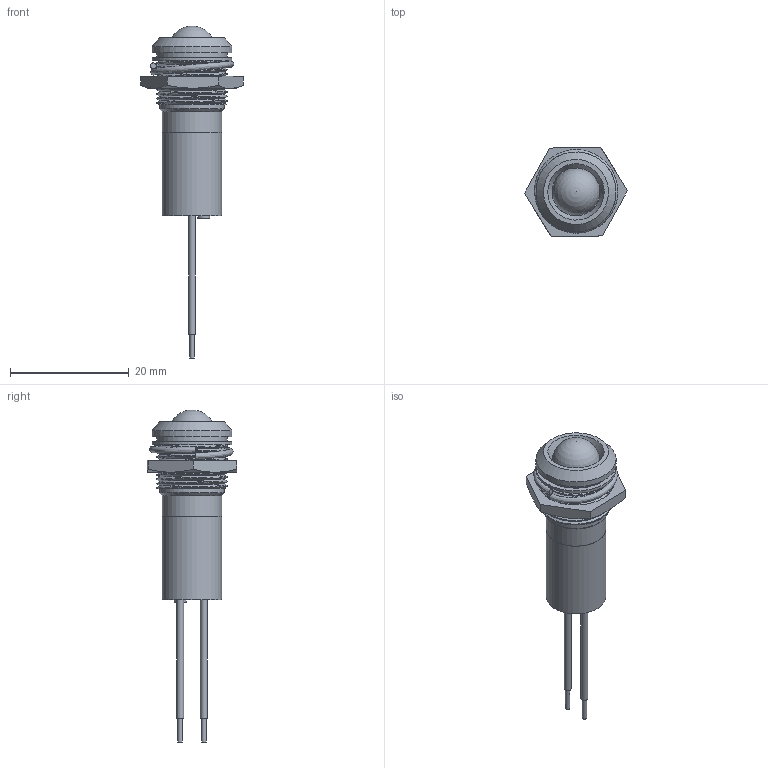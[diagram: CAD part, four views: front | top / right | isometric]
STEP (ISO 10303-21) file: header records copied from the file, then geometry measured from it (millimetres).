
FILE_DESCRIPTION( ( 'Unknown' ), '1' );
FILE_NAME( 'Q12P3CXXR12E.stp', 'Unknown', ( 'Unknown' ), ( 'Unknown' ), 'PSStep 15.0.49', 'Unknown', ' ' );
FILE_SCHEMA( ( 'AUTOMOTIVE_DESIGN { 1 0 10303 214 1 1 1 1 }' ) );
Length unit declared in the file: millimetre
Products named in the file (9): Assem1; 12mm dome bezel; 12mm lock washer; 12mm nut; wire-red short; wire-black-short; 8mmLED-cut-green; 12mm panel seal; 14-0333-0337iss1
Assembly tree (8 placements, depth 2):
  Assem1
    12mm dome bezel
    12mm lock washer
    12mm nut
    wire-red short
    wire-black-short
    8mmLED-cut-green
    12mm panel seal
    14-0333-0337iss1
Bounding box: 17.32 x 15.18 x 56 mm (x, y, z)
Volume: 2089.9 mm3; surface area: 3735.1 mm2
Topology: 8 solids, 8 shells, 130 faces, 321 edges, 221 vertices
Faces by surface type: plane 70, cylinder 34, cone 13, bspline 12, sphere 1
Full cylindrical faces by diameter (mm): 0.75 x4, 1.15 x2, 1.3 x2, 2 x1, 7.3 x1, 7.5 x2, 8 x1, 8.1 x1, 8.8 x1, 9.05 x1, 10 x2, 10.9 x1, 11.9 x2, 13.5 x2
Entity records: 18845 total; most frequent: CARTESIAN_POINT 14817, DIRECTION 565, ORIENTED_EDGE 554, EDGE_CURVE 277, AXIS2_PLACEMENT_3D 230, VERTEX_POINT 208, EDGE_LOOP 184, FACE_OUTER_BOUND 154
